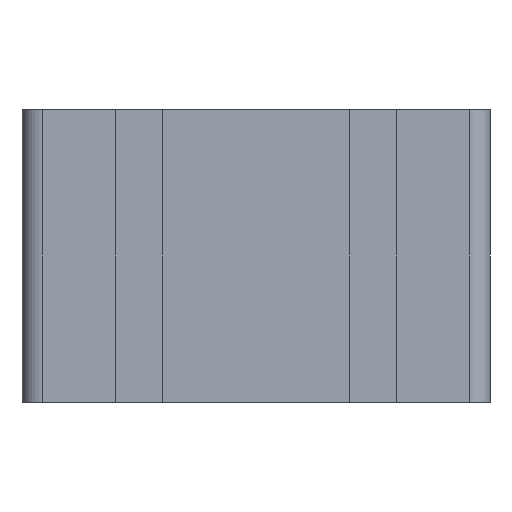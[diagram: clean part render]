
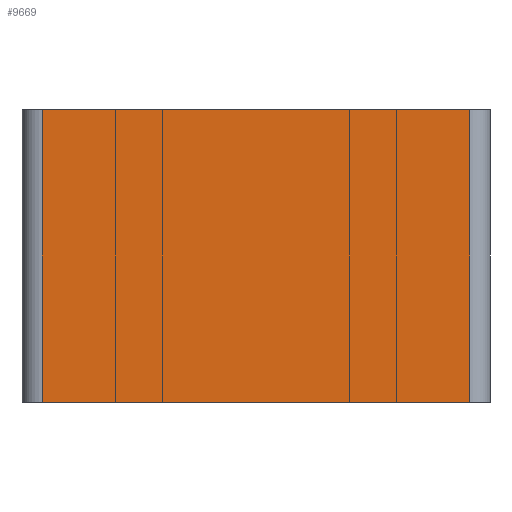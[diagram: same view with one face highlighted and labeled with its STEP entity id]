
A CAD part, left-side view. The second image highlights one B-rep face of the part: STEP entity #9669.
In plain terms, the highlighted planar face has unit normal (-1, 0, 0).
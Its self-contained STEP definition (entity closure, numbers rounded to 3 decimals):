
#78 = VECTOR ( 'NONE', #6957, 1000. ) ;
#205 = VECTOR ( 'NONE', #4374, 1000. ) ;
#231 = LINE ( 'NONE', #3523, #5862 ) ;
#856 = ORIENTED_EDGE ( 'NONE', *, *, #2233, .F. ) ;
#2004 = DIRECTION ( 'NONE',  ( 0., 0., -1. ) ) ;
#2204 = CARTESIAN_POINT ( 'NONE',  ( -40., 36.5, -25. ) ) ;
#2233 = EDGE_CURVE ( 'NONE', #7615, #3258, #9682, .T. ) ;
#2370 = VECTOR ( 'NONE', #3166, 1000. ) ;
#3166 = DIRECTION ( 'NONE',  ( 0., -1., 0. ) ) ;
#3258 = VERTEX_POINT ( 'NONE', #5157 ) ;
#3523 = CARTESIAN_POINT ( 'NONE',  ( -40., 36.5, 25. ) ) ;
#3861 = LINE ( 'NONE', #7851, #205 ) ;
#4257 = EDGE_CURVE ( 'NONE', #7615, #7694, #231, .T. ) ;
#4374 = DIRECTION ( 'NONE',  ( 0., 0., -1. ) ) ;
#4701 = AXIS2_PLACEMENT_3D ( 'NONE', #6100, #9391, #2004 ) ;
#4906 = VERTEX_POINT ( 'NONE', #8111 ) ;
#5157 = CARTESIAN_POINT ( 'NONE',  ( -40., -36.5, 25. ) ) ;
#5312 = CARTESIAN_POINT ( 'NONE',  ( -40., 36.5, 25. ) ) ;
#5862 = VECTOR ( 'NONE', #5993, 1000. ) ;
#5885 = EDGE_CURVE ( 'NONE', #3258, #4906, #3861, .T. ) ;
#5993 = DIRECTION ( 'NONE',  ( 0., 0., -1. ) ) ;
#6100 = CARTESIAN_POINT ( 'NONE',  ( -40., 36.5, 25. ) ) ;
#6703 = FACE_OUTER_BOUND ( 'NONE', #10216, .T. ) ;
#6935 = CARTESIAN_POINT ( 'NONE',  ( -40., 36.5, -25. ) ) ;
#6957 = DIRECTION ( 'NONE',  ( 0., -1., 0. ) ) ;
#7615 = VERTEX_POINT ( 'NONE', #5312 ) ;
#7694 = VERTEX_POINT ( 'NONE', #6935 ) ;
#7851 = CARTESIAN_POINT ( 'NONE',  ( -40., -36.5, 25. ) ) ;
#8111 = CARTESIAN_POINT ( 'NONE',  ( -40., -36.5, -25. ) ) ;
#8559 = ORIENTED_EDGE ( 'NONE', *, *, #5885, .F. ) ;
#8598 = ORIENTED_EDGE ( 'NONE', *, *, #10544, .T. ) ;
#8780 = LINE ( 'NONE', #2204, #78 ) ;
#9138 = ORIENTED_EDGE ( 'NONE', *, *, #4257, .T. ) ;
#9391 = DIRECTION ( 'NONE',  ( 1., 0., 0. ) ) ;
#9624 = CARTESIAN_POINT ( 'NONE',  ( -40., 36.5, 25. ) ) ;
#9669 = ADVANCED_FACE ( 'NONE', ( #6703 ), #9998, .F. ) ;
#9682 = LINE ( 'NONE', #9624, #2370 ) ;
#9998 = PLANE ( 'NONE',  #4701 ) ;
#10216 = EDGE_LOOP ( 'NONE', ( #8598, #8559, #856, #9138 ) ) ;
#10544 = EDGE_CURVE ( 'NONE', #7694, #4906, #8780, .T. ) ;
